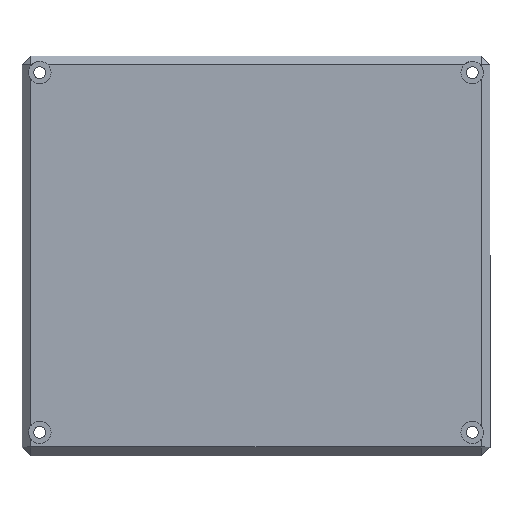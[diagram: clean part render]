
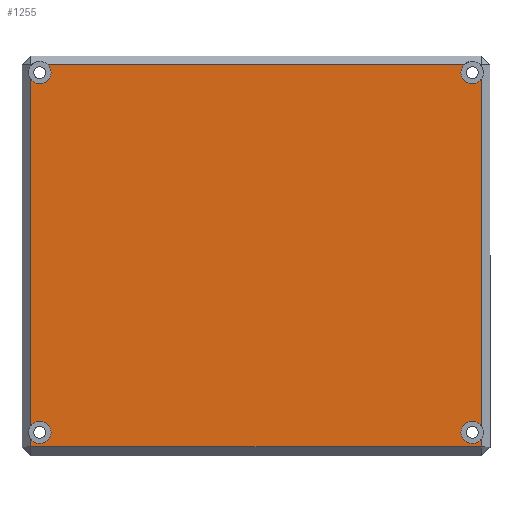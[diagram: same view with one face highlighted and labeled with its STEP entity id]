
A CAD part, top view. The second image highlights one B-rep face of the part: STEP entity #1255.
In plain terms, the highlighted planar face has unit normal (0, 0, 1).
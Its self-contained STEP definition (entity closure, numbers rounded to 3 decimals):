
#4 = EDGE_CURVE ( 'NONE', #248, #815, #356, .T. ) ;
#13 = CARTESIAN_POINT ( 'NONE',  ( -62.38, 90.492, 58. ) ) ;
#39 = DIRECTION ( 'NONE',  ( 1., 0., 0. ) ) ;
#49 = CARTESIAN_POINT ( 'NONE',  ( 65., 88.569, 58. ) ) ;
#64 = AXIS2_PLACEMENT_3D ( 'NONE', #290, #861, #1158 ) ;
#68 = EDGE_CURVE ( 'NONE', #1013, #170, #316, .T. ) ;
#70 = CARTESIAN_POINT ( 'NONE',  ( -59.13, -13.293, 58. ) ) ;
#80 = VECTOR ( 'NONE', #148, 1000. ) ;
#99 = EDGE_CURVE ( 'NONE', #351, #370, #806, .T. ) ;
#104 = DIRECTION ( 'NONE',  ( 0., 0., -1. ) ) ;
#111 = AXIS2_PLACEMENT_3D ( 'NONE', #1246, #476, #277 ) ;
#119 = ORIENTED_EDGE ( 'NONE', *, *, #374, .F. ) ;
#132 = VECTOR ( 'NONE', #1258, 1000. ) ;
#148 = DIRECTION ( 'NONE',  ( 0., -1., 0. ) ) ;
#170 = VERTEX_POINT ( 'NONE', #49 ) ;
#171 = DIRECTION ( 'NONE',  ( 1., 0., 0. ) ) ;
#203 = CARTESIAN_POINT ( 'NONE',  ( -59.994, 92.699, 58. ) ) ;
#205 = CARTESIAN_POINT ( 'NONE',  ( -65., -11.37, 58. ) ) ;
#206 = CARTESIAN_POINT ( 'NONE',  ( 65., 95.199, 58. ) ) ;
#213 = CARTESIAN_POINT ( 'NONE',  ( 62.38, -13.293, 58. ) ) ;
#214 = EDGE_CURVE ( 'NONE', #293, #358, #802, .T. ) ;
#231 = AXIS2_PLACEMENT_3D ( 'NONE', #1122, #251, #635 ) ;
#248 = VERTEX_POINT ( 'NONE', #485 ) ;
#251 = DIRECTION ( 'NONE',  ( 0., 0., 1. ) ) ;
#253 = EDGE_CURVE ( 'NONE', #1199, #248, #607, .T. ) ;
#255 = VERTEX_POINT ( 'NONE', #873 ) ;
#259 = EDGE_CURVE ( 'NONE', #255, #1096, #937, .T. ) ;
#267 = ORIENTED_EDGE ( 'NONE', *, *, #259, .F. ) ;
#270 = LINE ( 'NONE', #1026, #379 ) ;
#277 = DIRECTION ( 'NONE',  ( 1., 0., 0. ) ) ;
#278 = ORIENTED_EDGE ( 'NONE', *, *, #776, .T. ) ;
#290 = CARTESIAN_POINT ( 'NONE',  ( -62.38, 90.492, 58. ) ) ;
#293 = VERTEX_POINT ( 'NONE', #967 ) ;
#297 = DIRECTION ( 'NONE',  ( 0., 0., 1. ) ) ;
#308 = CARTESIAN_POINT ( 'NONE',  ( 62.38, 90.492, 58. ) ) ;
#309 = VECTOR ( 'NONE', #1113, 1000. ) ;
#316 = LINE ( 'NONE', #206, #1041 ) ;
#319 = ORIENTED_EDGE ( 'NONE', *, *, #568, .T. ) ;
#351 = VERTEX_POINT ( 'NONE', #508 ) ;
#356 = CIRCLE ( 'NONE', #536, 3.25 ) ;
#358 = VERTEX_POINT ( 'NONE', #820 ) ;
#360 = EDGE_LOOP ( 'NONE', ( #119, #1029, #638, #722, #278, #405, #1023, #1008, #1139, #267, #319, #847, #941, #1031 ) ) ;
#370 = VERTEX_POINT ( 'NONE', #1085 ) ;
#374 = EDGE_CURVE ( 'NONE', #1013, #293, #758, .T. ) ;
#379 = VECTOR ( 'NONE', #171, 1000. ) ;
#394 = CARTESIAN_POINT ( 'NONE',  ( -67.5, 92.699, 58. ) ) ;
#400 = LINE ( 'NONE', #394, #1082 ) ;
#405 = ORIENTED_EDGE ( 'NONE', *, *, #4, .F. ) ;
#420 = VERTEX_POINT ( 'NONE', #205 ) ;
#437 = AXIS2_PLACEMENT_3D ( 'NONE', #308, #1095, #993 ) ;
#467 = CARTESIAN_POINT ( 'NONE',  ( 65., -17.5, 58. ) ) ;
#476 = DIRECTION ( 'NONE',  ( 0., 0., 1. ) ) ;
#482 = PLANE ( 'NONE',  #963 ) ;
#485 = CARTESIAN_POINT ( 'NONE',  ( -59.13, 90.492, 58. ) ) ;
#487 = LINE ( 'NONE', #578, #132 ) ;
#498 = DIRECTION ( 'NONE',  ( 0., 1., 0. ) ) ;
#508 = CARTESIAN_POINT ( 'NONE',  ( 59.994, 92.699, 58. ) ) ;
#536 = AXIS2_PLACEMENT_3D ( 'NONE', #13, #1044, #767 ) ;
#562 = CARTESIAN_POINT ( 'NONE',  ( 65., -11.37, 58. ) ) ;
#568 = EDGE_CURVE ( 'NONE', #255, #917, #925, .T. ) ;
#578 = CARTESIAN_POINT ( 'NONE',  ( -65., -20., 58. ) ) ;
#600 = DIRECTION ( 'NONE',  ( 0., 0., 1. ) ) ;
#607 = CIRCLE ( 'NONE', #64, 3.25 ) ;
#620 = LINE ( 'NONE', #1004, #309 ) ;
#626 = DIRECTION ( 'NONE',  ( 0., 0., 1. ) ) ;
#628 = CARTESIAN_POINT ( 'NONE',  ( -65., -20., 58. ) ) ;
#635 = DIRECTION ( 'NONE',  ( 1., 0., 0. ) ) ;
#638 = ORIENTED_EDGE ( 'NONE', *, *, #1135, .F. ) ;
#657 = CIRCLE ( 'NONE', #111, 3.25 ) ;
#670 = DIRECTION ( 'NONE',  ( 1., 0., 0. ) ) ;
#677 = EDGE_CURVE ( 'NONE', #917, #715, #270, .T. ) ;
#715 = VERTEX_POINT ( 'NONE', #467 ) ;
#722 = ORIENTED_EDGE ( 'NONE', *, *, #99, .F. ) ;
#758 = CIRCLE ( 'NONE', #1016, 3.25 ) ;
#767 = DIRECTION ( 'NONE',  ( 1., 0., 0. ) ) ;
#776 = EDGE_CURVE ( 'NONE', #351, #815, #400, .T. ) ;
#792 = DIRECTION ( 'NONE',  ( -1., 0., 0. ) ) ;
#802 = CIRCLE ( 'NONE', #231, 3.25 ) ;
#803 = AXIS2_PLACEMENT_3D ( 'NONE', #910, #626, #39 ) ;
#804 = CIRCLE ( 'NONE', #803, 3.25 ) ;
#806 = CIRCLE ( 'NONE', #437, 3.25 ) ;
#815 = VERTEX_POINT ( 'NONE', #203 ) ;
#820 = CARTESIAN_POINT ( 'NONE',  ( 65., -15.216, 58. ) ) ;
#847 = ORIENTED_EDGE ( 'NONE', *, *, #677, .T. ) ;
#861 = DIRECTION ( 'NONE',  ( 0., 0., 1. ) ) ;
#873 = CARTESIAN_POINT ( 'NONE',  ( -65., -15.216, 58. ) ) ;
#875 = CARTESIAN_POINT ( 'NONE',  ( 0., 0., 58. ) ) ;
#880 = CARTESIAN_POINT ( 'NONE',  ( -62.38, -13.293, 58. ) ) ;
#882 = DIRECTION ( 'NONE',  ( -1., 0., 0. ) ) ;
#910 = CARTESIAN_POINT ( 'NONE',  ( -62.38, -13.293, 58. ) ) ;
#917 = VERTEX_POINT ( 'NONE', #1207 ) ;
#925 = LINE ( 'NONE', #628, #80 ) ;
#937 = CIRCLE ( 'NONE', #1180, 3.25 ) ;
#941 = ORIENTED_EDGE ( 'NONE', *, *, #977, .T. ) ;
#961 = EDGE_CURVE ( 'NONE', #1096, #420, #804, .T. ) ;
#963 = AXIS2_PLACEMENT_3D ( 'NONE', #875, #104, #882 ) ;
#967 = CARTESIAN_POINT ( 'NONE',  ( 59.13, -13.293, 58. ) ) ;
#973 = CARTESIAN_POINT ( 'NONE',  ( -65., 88.569, 58. ) ) ;
#977 = EDGE_CURVE ( 'NONE', #715, #358, #620, .T. ) ;
#993 = DIRECTION ( 'NONE',  ( 1., 0., 0. ) ) ;
#1004 = CARTESIAN_POINT ( 'NONE',  ( 65., 95.199, 58. ) ) ;
#1008 = ORIENTED_EDGE ( 'NONE', *, *, #1210, .T. ) ;
#1013 = VERTEX_POINT ( 'NONE', #562 ) ;
#1016 = AXIS2_PLACEMENT_3D ( 'NONE', #213, #600, #1202 ) ;
#1023 = ORIENTED_EDGE ( 'NONE', *, *, #253, .F. ) ;
#1026 = CARTESIAN_POINT ( 'NONE',  ( 67.5, -17.5, 58. ) ) ;
#1029 = ORIENTED_EDGE ( 'NONE', *, *, #68, .T. ) ;
#1031 = ORIENTED_EDGE ( 'NONE', *, *, #214, .F. ) ;
#1041 = VECTOR ( 'NONE', #498, 1000. ) ;
#1044 = DIRECTION ( 'NONE',  ( 0., 0., 1. ) ) ;
#1065 = FACE_OUTER_BOUND ( 'NONE', #360, .T. ) ;
#1082 = VECTOR ( 'NONE', #792, 1000. ) ;
#1085 = CARTESIAN_POINT ( 'NONE',  ( 59.13, 90.492, 58. ) ) ;
#1095 = DIRECTION ( 'NONE',  ( 0., 0., 1. ) ) ;
#1096 = VERTEX_POINT ( 'NONE', #70 ) ;
#1113 = DIRECTION ( 'NONE',  ( 0., 1., 0. ) ) ;
#1122 = CARTESIAN_POINT ( 'NONE',  ( 62.38, -13.293, 58. ) ) ;
#1135 = EDGE_CURVE ( 'NONE', #370, #170, #657, .T. ) ;
#1139 = ORIENTED_EDGE ( 'NONE', *, *, #961, .F. ) ;
#1158 = DIRECTION ( 'NONE',  ( 1., 0., 0. ) ) ;
#1180 = AXIS2_PLACEMENT_3D ( 'NONE', #880, #297, #670 ) ;
#1199 = VERTEX_POINT ( 'NONE', #973 ) ;
#1202 = DIRECTION ( 'NONE',  ( 1., 0., 0. ) ) ;
#1207 = CARTESIAN_POINT ( 'NONE',  ( -65., -17.5, 58. ) ) ;
#1210 = EDGE_CURVE ( 'NONE', #1199, #420, #487, .T. ) ;
#1246 = CARTESIAN_POINT ( 'NONE',  ( 62.38, 90.492, 58. ) ) ;
#1255 = ADVANCED_FACE ( 'NONE', ( #1065 ), #482, .F. ) ;
#1258 = DIRECTION ( 'NONE',  ( 0., -1., 0. ) ) ;
